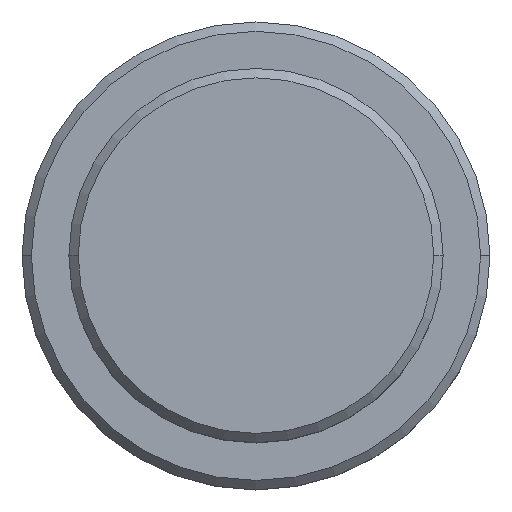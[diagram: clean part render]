
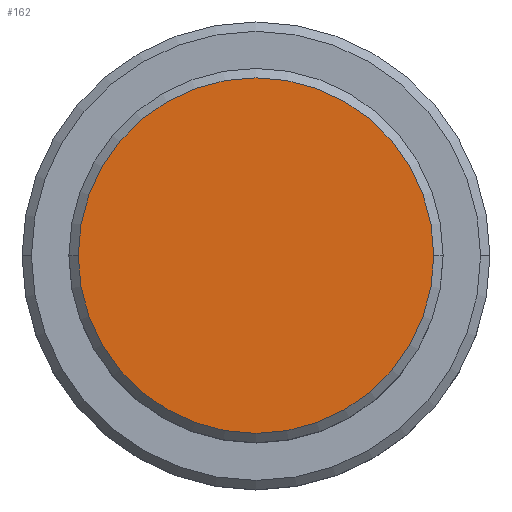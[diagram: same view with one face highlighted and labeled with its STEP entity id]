
A CAD part, top view. The second image highlights one B-rep face of the part: STEP entity #162.
In plain terms, the highlighted planar face has unit normal (0, 0, 1).
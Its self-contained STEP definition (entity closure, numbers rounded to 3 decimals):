
#45 = CARTESIAN_POINT ( 'NONE',  ( 0., 0., 0. ) ) ;
#52 = CARTESIAN_POINT ( 'NONE',  ( 0., 0., 0. ) ) ;
#59 = DIRECTION ( 'NONE',  ( 1., 0., 0. ) ) ;
#61 = ORIENTED_EDGE ( 'NONE', *, *, #496, .T. ) ;
#162 = ADVANCED_FACE ( 'NONE', ( #1343 ), #1026, .T. ) ;
#224 = CIRCLE ( 'NONE', #672, 9.5 ) ;
#236 = ORIENTED_EDGE ( 'NONE', *, *, #1025, .T. ) ;
#241 = DIRECTION ( 'NONE',  ( 1., 0., 0. ) ) ;
#276 = CARTESIAN_POINT ( 'NONE',  ( -9.5, 0., 0. ) ) ;
#288 = DIRECTION ( 'NONE',  ( 0., 0., 1. ) ) ;
#349 = AXIS2_PLACEMENT_3D ( 'NONE', #1018, #1243, #886 ) ;
#496 = EDGE_CURVE ( 'NONE', #1099, #1324, #804, .T. ) ;
#672 = AXIS2_PLACEMENT_3D ( 'NONE', #52, #288, #59 ) ;
#792 = DIRECTION ( 'NONE',  ( 0., 0., 1. ) ) ;
#794 = CARTESIAN_POINT ( 'NONE',  ( 9.5, 0., 0. ) ) ;
#804 = CIRCLE ( 'NONE', #1385, 9.5 ) ;
#886 = DIRECTION ( 'NONE',  ( 1., 0., 0. ) ) ;
#1018 = CARTESIAN_POINT ( 'NONE',  ( 0., 0., 0. ) ) ;
#1025 = EDGE_CURVE ( 'NONE', #1324, #1099, #224, .T. ) ;
#1026 = PLANE ( 'NONE',  #349 ) ;
#1099 = VERTEX_POINT ( 'NONE', #276 ) ;
#1243 = DIRECTION ( 'NONE',  ( 0., 0., 1. ) ) ;
#1289 = EDGE_LOOP ( 'NONE', ( #61, #236 ) ) ;
#1324 = VERTEX_POINT ( 'NONE', #794 ) ;
#1343 = FACE_OUTER_BOUND ( 'NONE', #1289, .T. ) ;
#1385 = AXIS2_PLACEMENT_3D ( 'NONE', #45, #792, #241 ) ;
